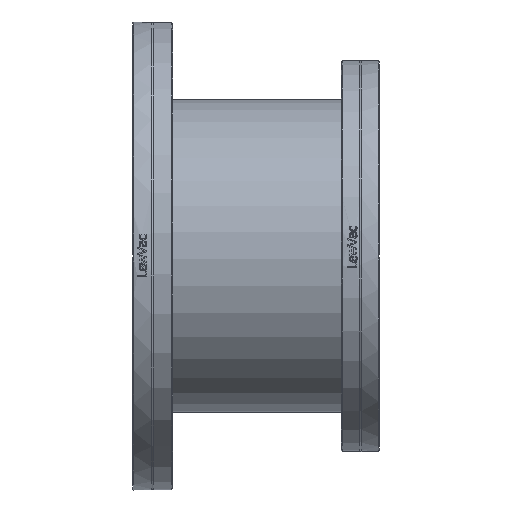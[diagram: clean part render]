
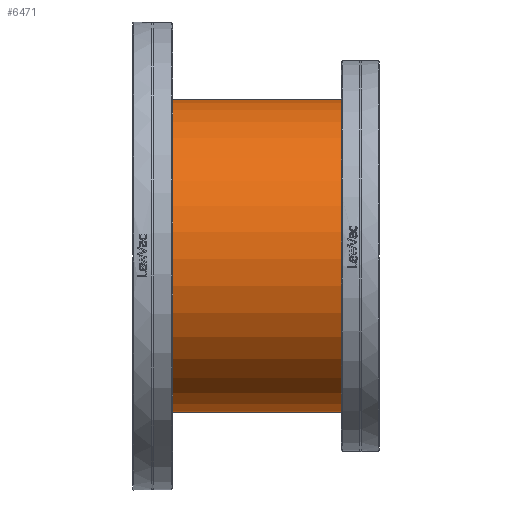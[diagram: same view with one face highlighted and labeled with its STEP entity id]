
A CAD part, left-side view. The second image highlights one B-rep face of the part: STEP entity #6471.
In plain terms, the highlighted cylindrical face has radius 101.6 mm (diameter 203.2 mm), a full revolution.
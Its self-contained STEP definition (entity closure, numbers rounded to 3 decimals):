
#1317=FACE_BOUND('',#2408,.T.);
#1712=FACE_OUTER_BOUND('',#2407,.T.);
#2407=EDGE_LOOP('',(#5984));
#2408=EDGE_LOOP('',(#5985));
#2820=CIRCLE('',#7275,101.6);
#2821=CIRCLE('',#7276,101.6);
#3459=VERTEX_POINT('',#35067);
#3460=VERTEX_POINT('',#35069);
#4302=EDGE_CURVE('',#3459,#3459,#2820,.T.);
#4303=EDGE_CURVE('',#3460,#3460,#2821,.T.);
#5984=ORIENTED_EDGE('',*,*,#4302,.F.);
#5985=ORIENTED_EDGE('',*,*,#4303,.F.);
#6078=CYLINDRICAL_SURFACE('',#7274,101.6);
#6471=ADVANCED_FACE('',(#1712,#1317),#6078,.T.);
#7274=AXIS2_PLACEMENT_3D('',#35066,#8914,#8915);
#7275=AXIS2_PLACEMENT_3D('',#35068,#8916,#8917);
#7276=AXIS2_PLACEMENT_3D('',#35070,#8918,#8919);
#8914=DIRECTION('center_axis',(0.,0.,1.));
#8915=DIRECTION('ref_axis',(-1.,0.,0.));
#8916=DIRECTION('center_axis',(0.,0.,1.));
#8917=DIRECTION('ref_axis',(-1.,0.,0.));
#8918=DIRECTION('center_axis',(0.,0.,-1.));
#8919=DIRECTION('ref_axis',(-1.,0.,0.));
#35066=CARTESIAN_POINT('Origin',(0.,0.,0.));
#35067=CARTESIAN_POINT('',(101.6,0.,146.13));
#35068=CARTESIAN_POINT('Origin',(0.,0.,146.13));
#35069=CARTESIAN_POINT('',(101.6,0.,0.));
#35070=CARTESIAN_POINT('Origin',(0.,0.,0.));
